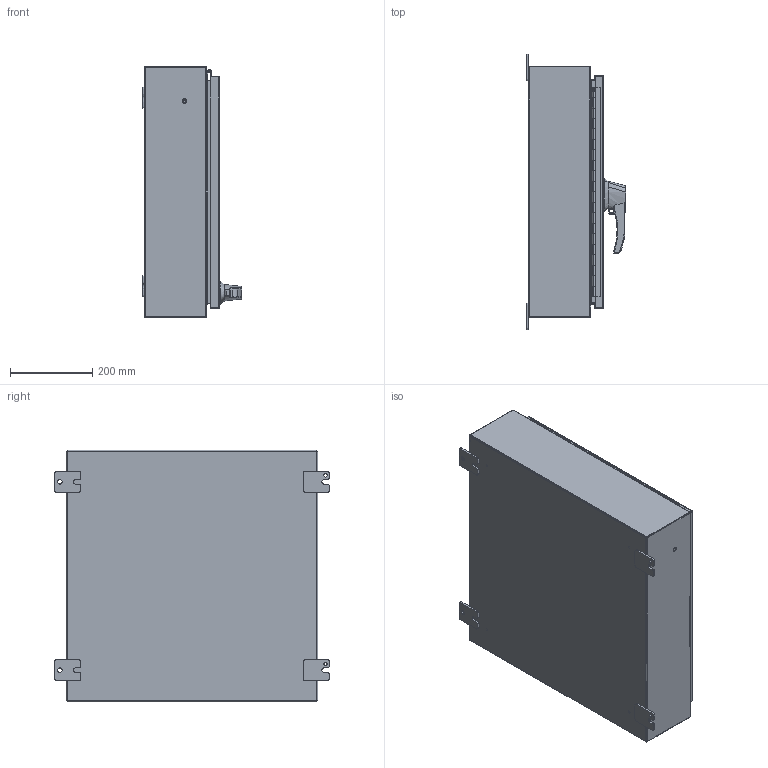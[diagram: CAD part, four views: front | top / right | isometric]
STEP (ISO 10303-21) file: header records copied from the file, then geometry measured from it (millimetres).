
FILE_DESCRIPTION (( 'STEP AP214' ), '1' );
FILE_NAME ('HW24246GYHK.STEP', '2019-08-27T14:08:03', ( '' ), ( '' ), 'SwSTEP 2.0', 'SolidWorks 2018', '' );
FILE_SCHEMA (( 'AUTOMOTIVE_DESIGN' ));
Length unit declared in the file: inch
Products named in the file (1): HW24246GYHK
Bounding box: 241.6 x 666.75 x 609.6 mm (x, y, z)
Volume: 2858791.7 mm3; surface area: 2866357.3 mm2
Topology: 46 solids, 47 shells, 1508 faces, 3741 edges, 2372 vertices
Faces by surface type: plane 766, cylinder 560, bspline 117, cone 65
Entity records: 104178 total; most frequent: CARTESIAN_POINT 48897, ORIENTED_EDGE 7466, DIRECTION 6886, EDGE_CURVE 3733, VERTEX_POINT 2372, AXIS2_PLACEMENT_3D 2324, VECTOR 2238, LINE 2238
